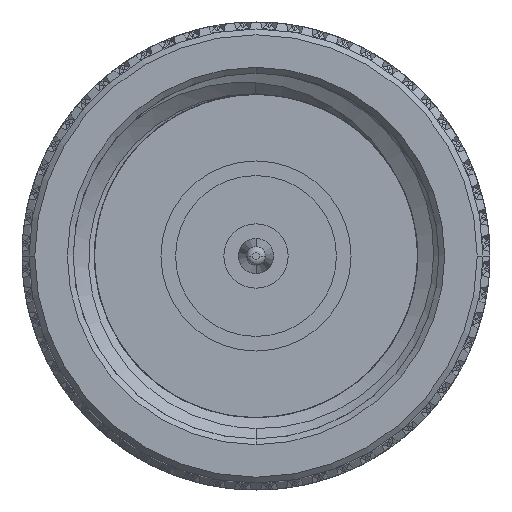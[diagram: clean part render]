
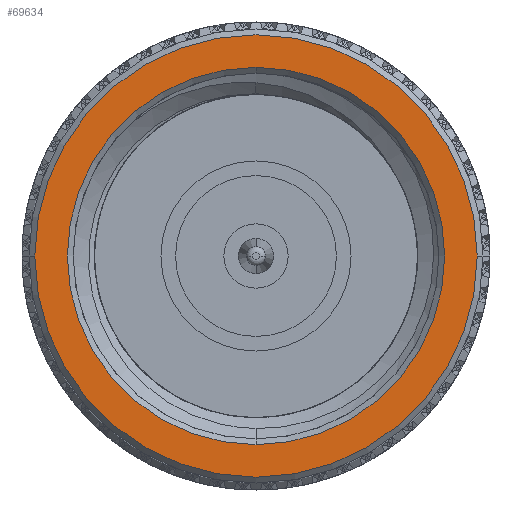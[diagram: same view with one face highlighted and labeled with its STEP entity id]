
A CAD part, left-side view. The second image highlights one B-rep face of the part: STEP entity #69634.
In plain terms, the highlighted planar face has unit normal (-1, 0, 0).
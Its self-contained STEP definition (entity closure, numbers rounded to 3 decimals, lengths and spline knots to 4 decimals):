
#2093 = CARTESIAN_POINT ( 'NONE',  ( 0., 0.3881, 0. ) ) ;
#11667 = CARTESIAN_POINT ( 'NONE',  ( 0., 0.3781, 0. ) ) ;
#13878 = CARTESIAN_POINT ( 'NONE',  ( 0., 0., 0. ) ) ;
#15667 = FACE_BOUND ( 'NONE', #118698, .T. ) ;
#16138 = AXIS2_PLACEMENT_3D ( 'NONE', #13878, #110377, #37957 ) ;
#35580 = ORIENTED_EDGE ( 'NONE', *, *, #98154, .T. ) ;
#36454 = DIRECTION ( 'NONE',  ( 0., -1., 0. ) ) ;
#37957 = DIRECTION ( 'NONE',  ( 0., -1., 0. ) ) ;
#38463 = PLANE ( 'NONE',  #103069 ) ;
#46656 = CARTESIAN_POINT ( 'NONE',  ( 0., 0., 0.3225 ) ) ;
#47521 = AXIS2_PLACEMENT_3D ( 'NONE', #73435, #158332, #36454 ) ;
#52296 = CIRCLE ( 'NONE', #47521, 0.3781 ) ;
#53633 = EDGE_CURVE ( 'NONE', #95714, #61253, #120112, .T. ) ;
#57720 = CARTESIAN_POINT ( 'NONE',  ( 0., 0., 0. ) ) ;
#61253 = VERTEX_POINT ( 'NONE', #107052 ) ;
#67661 = DIRECTION ( 'NONE',  ( 0., -1., 0. ) ) ;
#69634 = ADVANCED_FACE ( 'NONE', ( #15667, #86532 ), #38463, .T. ) ;
#70546 = DIRECTION ( 'NONE',  ( 0., -1., 0. ) ) ;
#73435 = CARTESIAN_POINT ( 'NONE',  ( 0., 0., 0. ) ) ;
#77167 = EDGE_CURVE ( 'NONE', #61253, #95714, #105109, .T. ) ;
#85689 = AXIS2_PLACEMENT_3D ( 'NONE', #57720, #145805, #70546 ) ;
#86532 = FACE_OUTER_BOUND ( 'NONE', #132588, .T. ) ;
#88301 = DIRECTION ( 'NONE',  ( 0., -1., 0. ) ) ;
#95714 = VERTEX_POINT ( 'NONE', #46656 ) ;
#98154 = EDGE_CURVE ( 'NONE', #123034, #150074, #98606, .T. ) ;
#98606 = CIRCLE ( 'NONE', #16138, 0.3781 ) ;
#99085 = ORIENTED_EDGE ( 'NONE', *, *, #106161, .T. ) ;
#103069 = AXIS2_PLACEMENT_3D ( 'NONE', #2093, #121625, #88301 ) ;
#103424 = AXIS2_PLACEMENT_3D ( 'NONE', #141337, #128419, #67661 ) ;
#105109 = CIRCLE ( 'NONE', #85689, 0.3225 ) ;
#106161 = EDGE_CURVE ( 'NONE', #150074, #123034, #52296, .T. ) ;
#107052 = CARTESIAN_POINT ( 'NONE',  ( 0., 0., -0.3225 ) ) ;
#110377 = DIRECTION ( 'NONE',  ( -1., 0., 0. ) ) ;
#115860 = ORIENTED_EDGE ( 'NONE', *, *, #77167, .T. ) ;
#118698 = EDGE_LOOP ( 'NONE', ( #136953, #115860 ) ) ;
#120112 = CIRCLE ( 'NONE', #103424, 0.3225 ) ;
#121625 = DIRECTION ( 'NONE',  ( -1., 0., 0. ) ) ;
#123034 = VERTEX_POINT ( 'NONE', #132072 ) ;
#128419 = DIRECTION ( 'NONE',  ( 1., 0., 0. ) ) ;
#132072 = CARTESIAN_POINT ( 'NONE',  ( 0., -0.3781, 0. ) ) ;
#132588 = EDGE_LOOP ( 'NONE', ( #99085, #35580 ) ) ;
#136953 = ORIENTED_EDGE ( 'NONE', *, *, #53633, .T. ) ;
#141337 = CARTESIAN_POINT ( 'NONE',  ( 0., 0., 0. ) ) ;
#145805 = DIRECTION ( 'NONE',  ( 1., 0., 0. ) ) ;
#150074 = VERTEX_POINT ( 'NONE', #11667 ) ;
#158332 = DIRECTION ( 'NONE',  ( -1., 0., 0. ) ) ;
